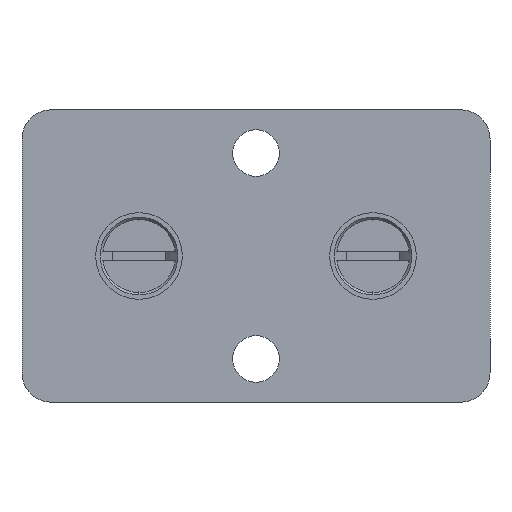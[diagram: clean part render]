
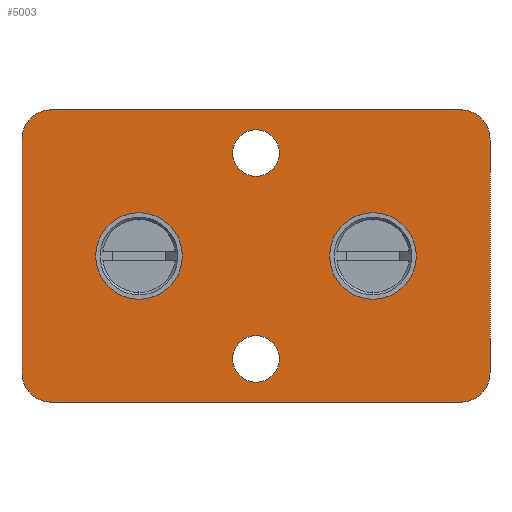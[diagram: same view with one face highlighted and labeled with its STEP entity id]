
A CAD part, front view. The second image highlights one B-rep face of the part: STEP entity #5003.
In plain terms, the highlighted planar face has unit normal (0, -1, 0).
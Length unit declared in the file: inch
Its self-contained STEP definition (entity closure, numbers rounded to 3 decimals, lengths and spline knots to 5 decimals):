
#32 = EDGE_CURVE ( 'NONE', #703, #5554, #801, .T. ) ;
#60 = CARTESIAN_POINT ( 'NONE',  ( -0.5, 0., 0. ) ) ;
#62 = AXIS2_PLACEMENT_3D ( 'NONE', #5602, #1213, #2157 ) ;
#93 = DIRECTION ( 'NONE',  ( 1., 0., 0. ) ) ;
#133 = EDGE_CURVE ( 'NONE', #5421, #1011, #2825, .T. ) ;
#135 = VECTOR ( 'NONE', #93, 39.37008 ) ;
#342 = ORIENTED_EDGE ( 'NONE', *, *, #3061, .T. ) ;
#363 = EDGE_CURVE ( 'NONE', #2112, #3457, #2321, .T. ) ;
#464 = CARTESIAN_POINT ( 'NONE',  ( -0.5, 0., 0.185 ) ) ;
#488 = EDGE_CURVE ( 'NONE', #1828, #1011, #3941, .T. ) ;
#551 = ORIENTED_EDGE ( 'NONE', *, *, #740, .T. ) ;
#555 = CIRCLE ( 'NONE', #4457, 0.125 ) ;
#613 = ORIENTED_EDGE ( 'NONE', *, *, #6193, .F. ) ;
#703 = VERTEX_POINT ( 'NONE', #4845 ) ;
#740 = EDGE_CURVE ( 'NONE', #1811, #4191, #2436, .T. ) ;
#750 = VERTEX_POINT ( 'NONE', #2971 ) ;
#801 = CIRCLE ( 'NONE', #4483, 0.0995 ) ;
#830 = VERTEX_POINT ( 'NONE', #464 ) ;
#848 = CARTESIAN_POINT ( 'NONE',  ( -1., 0., 0.625 ) ) ;
#1011 = VERTEX_POINT ( 'NONE', #2445 ) ;
#1020 = DIRECTION ( 'NONE',  ( 0., -1., 0. ) ) ;
#1089 = ORIENTED_EDGE ( 'NONE', *, *, #133, .T. ) ;
#1148 = DIRECTION ( 'NONE',  ( 1., 0., 0. ) ) ;
#1181 = DIRECTION ( 'NONE',  ( 0., 0., 1. ) ) ;
#1194 = EDGE_CURVE ( 'NONE', #2067, #5421, #4046, .T. ) ;
#1203 = DIRECTION ( 'NONE',  ( 0., 0., 1. ) ) ;
#1213 = DIRECTION ( 'NONE',  ( 0., -1., 0. ) ) ;
#1227 = ORIENTED_EDGE ( 'NONE', *, *, #363, .F. ) ;
#1294 = FACE_BOUND ( 'NONE', #1506, .T. ) ;
#1323 = PLANE ( 'NONE',  #2612 ) ;
#1354 = CARTESIAN_POINT ( 'NONE',  ( -0.875, 0., -0.625 ) ) ;
#1358 = VECTOR ( 'NONE', #4545, 39.37008 ) ;
#1378 = CARTESIAN_POINT ( 'NONE',  ( 0.5, 0., -0.185 ) ) ;
#1498 = ORIENTED_EDGE ( 'NONE', *, *, #1194, .T. ) ;
#1506 = EDGE_LOOP ( 'NONE', ( #551, #342 ) ) ;
#1547 = DIRECTION ( 'NONE',  ( 0., 0., -1. ) ) ;
#1562 = CARTESIAN_POINT ( 'NONE',  ( 0.5, 0., 0.185 ) ) ;
#1611 = ORIENTED_EDGE ( 'NONE', *, *, #3505, .T. ) ;
#1633 = AXIS2_PLACEMENT_3D ( 'NONE', #2098, #3704, #4124 ) ;
#1643 = ORIENTED_EDGE ( 'NONE', *, *, #1790, .F. ) ;
#1740 = EDGE_CURVE ( 'NONE', #6284, #5367, #5885, .T. ) ;
#1745 = CARTESIAN_POINT ( 'NONE',  ( -1., 0., 0.625 ) ) ;
#1790 = EDGE_CURVE ( 'NONE', #6284, #750, #4981, .T. ) ;
#1811 = VERTEX_POINT ( 'NONE', #2497 ) ;
#1828 = VERTEX_POINT ( 'NONE', #4945 ) ;
#1930 = CIRCLE ( 'NONE', #5531, 0.185 ) ;
#1942 = DIRECTION ( 'NONE',  ( 0., 0., 1. ) ) ;
#1950 = CARTESIAN_POINT ( 'NONE',  ( -0.875, 0., 0.5 ) ) ;
#2025 = CARTESIAN_POINT ( 'NONE',  ( 0., 0., 0.44 ) ) ;
#2063 = CARTESIAN_POINT ( 'NONE',  ( 0.5, 0., 0. ) ) ;
#2067 = VERTEX_POINT ( 'NONE', #1354 ) ;
#2092 = DIRECTION ( 'NONE',  ( 0., 0., -1. ) ) ;
#2096 = AXIS2_PLACEMENT_3D ( 'NONE', #3617, #3130, #5107 ) ;
#2098 = CARTESIAN_POINT ( 'NONE',  ( 0., 0., -0.44 ) ) ;
#2112 = VERTEX_POINT ( 'NONE', #1378 ) ;
#2157 = DIRECTION ( 'NONE',  ( 0., 0., 1. ) ) ;
#2291 = VECTOR ( 'NONE', #1148, 39.37008 ) ;
#2300 = DIRECTION ( 'NONE',  ( 0., 1., 0. ) ) ;
#2315 = CARTESIAN_POINT ( 'NONE',  ( 0., 0., 0.3405 ) ) ;
#2321 = CIRCLE ( 'NONE', #2832, 0.185 ) ;
#2324 = EDGE_LOOP ( 'NONE', ( #4627, #5378, #1498, #1089, #3326, #3806, #1643, #4385 ) ) ;
#2369 = CIRCLE ( 'NONE', #4111, 0.0995 ) ;
#2436 = CIRCLE ( 'NONE', #3037, 0.0995 ) ;
#2445 = CARTESIAN_POINT ( 'NONE',  ( 1., 0., -0.5 ) ) ;
#2497 = CARTESIAN_POINT ( 'NONE',  ( 0., 0., 0.5395 ) ) ;
#2569 = EDGE_LOOP ( 'NONE', ( #1227, #5938 ) ) ;
#2612 = AXIS2_PLACEMENT_3D ( 'NONE', #848, #2300, #5171 ) ;
#2625 = CARTESIAN_POINT ( 'NONE',  ( 0., 0., -0.44 ) ) ;
#2643 = LINE ( 'NONE', #1745, #1358 ) ;
#2823 = DIRECTION ( 'NONE',  ( 0., 0., 1. ) ) ;
#2825 = CIRCLE ( 'NONE', #62, 0.125 ) ;
#2832 = AXIS2_PLACEMENT_3D ( 'NONE', #4280, #4316, #2823 ) ;
#2971 = CARTESIAN_POINT ( 'NONE',  ( 0.875, 0., 0.625 ) ) ;
#3008 = CIRCLE ( 'NONE', #2096, 0.125 ) ;
#3037 = AXIS2_PLACEMENT_3D ( 'NONE', #4944, #5336, #3419 ) ;
#3043 = CARTESIAN_POINT ( 'NONE',  ( 0.875, 0., 0.5 ) ) ;
#3051 = DIRECTION ( 'NONE',  ( 0., -1., 0. ) ) ;
#3061 = EDGE_CURVE ( 'NONE', #4191, #1811, #2369, .T. ) ;
#3104 = CARTESIAN_POINT ( 'NONE',  ( -1., 0., -0.625 ) ) ;
#3127 = EDGE_CURVE ( 'NONE', #5367, #6197, #2643, .T. ) ;
#3130 = DIRECTION ( 'NONE',  ( 0., -1., 0. ) ) ;
#3193 = FACE_BOUND ( 'NONE', #4428, .T. ) ;
#3227 = FACE_BOUND ( 'NONE', #5519, .T. ) ;
#3239 = VECTOR ( 'NONE', #5469, 39.37008 ) ;
#3326 = ORIENTED_EDGE ( 'NONE', *, *, #488, .F. ) ;
#3419 = DIRECTION ( 'NONE',  ( 0., 0., 1. ) ) ;
#3455 = DIRECTION ( 'NONE',  ( 0., 0., 1. ) ) ;
#3457 = VERTEX_POINT ( 'NONE', #1562 ) ;
#3458 = EDGE_CURVE ( 'NONE', #3457, #2112, #3678, .T. ) ;
#3489 = CARTESIAN_POINT ( 'NONE',  ( -1., 0., -0.5 ) ) ;
#3505 = EDGE_CURVE ( 'NONE', #5554, #703, #5834, .T. ) ;
#3518 = CARTESIAN_POINT ( 'NONE',  ( -1., 0., 0.625 ) ) ;
#3537 = CARTESIAN_POINT ( 'NONE',  ( -0.5, 0., 0. ) ) ;
#3617 = CARTESIAN_POINT ( 'NONE',  ( -0.875, 0., -0.5 ) ) ;
#3635 = DIRECTION ( 'NONE',  ( 0., -1., 0. ) ) ;
#3674 = CARTESIAN_POINT ( 'NONE',  ( 0.875, 0., -0.625 ) ) ;
#3678 = CIRCLE ( 'NONE', #4513, 0.185 ) ;
#3685 = CIRCLE ( 'NONE', #6264, 0.185 ) ;
#3704 = DIRECTION ( 'NONE',  ( 0., 1., 0. ) ) ;
#3744 = FACE_BOUND ( 'NONE', #2569, .T. ) ;
#3806 = ORIENTED_EDGE ( 'NONE', *, *, #4014, .T. ) ;
#3909 = DIRECTION ( 'NONE',  ( 0., -1., 0. ) ) ;
#3941 = LINE ( 'NONE', #5947, #3239 ) ;
#3972 = DIRECTION ( 'NONE',  ( 0., -1., 0. ) ) ;
#4004 = ORIENTED_EDGE ( 'NONE', *, *, #32, .T. ) ;
#4014 = EDGE_CURVE ( 'NONE', #1828, #750, #555, .T. ) ;
#4046 = LINE ( 'NONE', #3104, #2291 ) ;
#4111 = AXIS2_PLACEMENT_3D ( 'NONE', #2025, #4452, #4992 ) ;
#4124 = DIRECTION ( 'NONE',  ( 0., 0., 1. ) ) ;
#4191 = VERTEX_POINT ( 'NONE', #2315 ) ;
#4207 = CARTESIAN_POINT ( 'NONE',  ( -0.875, 0., 0.625 ) ) ;
#4280 = CARTESIAN_POINT ( 'NONE',  ( 0.5, 0., 0. ) ) ;
#4316 = DIRECTION ( 'NONE',  ( 0., -1., 0. ) ) ;
#4385 = ORIENTED_EDGE ( 'NONE', *, *, #1740, .T. ) ;
#4428 = EDGE_LOOP ( 'NONE', ( #4004, #1611 ) ) ;
#4452 = DIRECTION ( 'NONE',  ( 0., 1., 0. ) ) ;
#4457 = AXIS2_PLACEMENT_3D ( 'NONE', #3043, #3635, #1181 ) ;
#4483 = AXIS2_PLACEMENT_3D ( 'NONE', #2625, #4595, #1203 ) ;
#4513 = AXIS2_PLACEMENT_3D ( 'NONE', #2063, #3051, #1942 ) ;
#4545 = DIRECTION ( 'NONE',  ( 0., 0., -1. ) ) ;
#4565 = VERTEX_POINT ( 'NONE', #5664 ) ;
#4595 = DIRECTION ( 'NONE',  ( 0., 1., 0. ) ) ;
#4627 = ORIENTED_EDGE ( 'NONE', *, *, #3127, .T. ) ;
#4845 = CARTESIAN_POINT ( 'NONE',  ( 0., 0., -0.3405 ) ) ;
#4944 = CARTESIAN_POINT ( 'NONE',  ( 0., 0., 0.44 ) ) ;
#4945 = CARTESIAN_POINT ( 'NONE',  ( 1., 0., 0.5 ) ) ;
#4981 = LINE ( 'NONE', #3518, #135 ) ;
#4992 = DIRECTION ( 'NONE',  ( 0., 0., 1. ) ) ;
#5003 = ADVANCED_FACE ( 'NONE', ( #3744, #3227, #1294, #3193, #5716 ), #1323, .F. ) ;
#5011 = EDGE_CURVE ( 'NONE', #6197, #2067, #3008, .T. ) ;
#5107 = DIRECTION ( 'NONE',  ( 0., 0., 1. ) ) ;
#5171 = DIRECTION ( 'NONE',  ( 0., 0., 1. ) ) ;
#5176 = AXIS2_PLACEMENT_3D ( 'NONE', #1950, #3909, #3455 ) ;
#5336 = DIRECTION ( 'NONE',  ( 0., 1., 0. ) ) ;
#5367 = VERTEX_POINT ( 'NONE', #6196 ) ;
#5378 = ORIENTED_EDGE ( 'NONE', *, *, #5011, .T. ) ;
#5421 = VERTEX_POINT ( 'NONE', #3674 ) ;
#5469 = DIRECTION ( 'NONE',  ( 0., 0., -1. ) ) ;
#5519 = EDGE_LOOP ( 'NONE', ( #613, #5876 ) ) ;
#5531 = AXIS2_PLACEMENT_3D ( 'NONE', #60, #3972, #1547 ) ;
#5554 = VERTEX_POINT ( 'NONE', #6229 ) ;
#5602 = CARTESIAN_POINT ( 'NONE',  ( 0.875, 0., -0.5 ) ) ;
#5664 = CARTESIAN_POINT ( 'NONE',  ( -0.5, 0., -0.185 ) ) ;
#5716 = FACE_OUTER_BOUND ( 'NONE', #2324, .T. ) ;
#5719 = EDGE_CURVE ( 'NONE', #830, #4565, #3685, .T. ) ;
#5834 = CIRCLE ( 'NONE', #1633, 0.0995 ) ;
#5876 = ORIENTED_EDGE ( 'NONE', *, *, #5719, .F. ) ;
#5885 = CIRCLE ( 'NONE', #5176, 0.125 ) ;
#5938 = ORIENTED_EDGE ( 'NONE', *, *, #3458, .F. ) ;
#5947 = CARTESIAN_POINT ( 'NONE',  ( 1., 0., 0.625 ) ) ;
#6193 = EDGE_CURVE ( 'NONE', #4565, #830, #1930, .T. ) ;
#6196 = CARTESIAN_POINT ( 'NONE',  ( -1., 0., 0.5 ) ) ;
#6197 = VERTEX_POINT ( 'NONE', #3489 ) ;
#6229 = CARTESIAN_POINT ( 'NONE',  ( 0., 0., -0.5395 ) ) ;
#6264 = AXIS2_PLACEMENT_3D ( 'NONE', #3537, #1020, #2092 ) ;
#6284 = VERTEX_POINT ( 'NONE', #4207 ) ;
